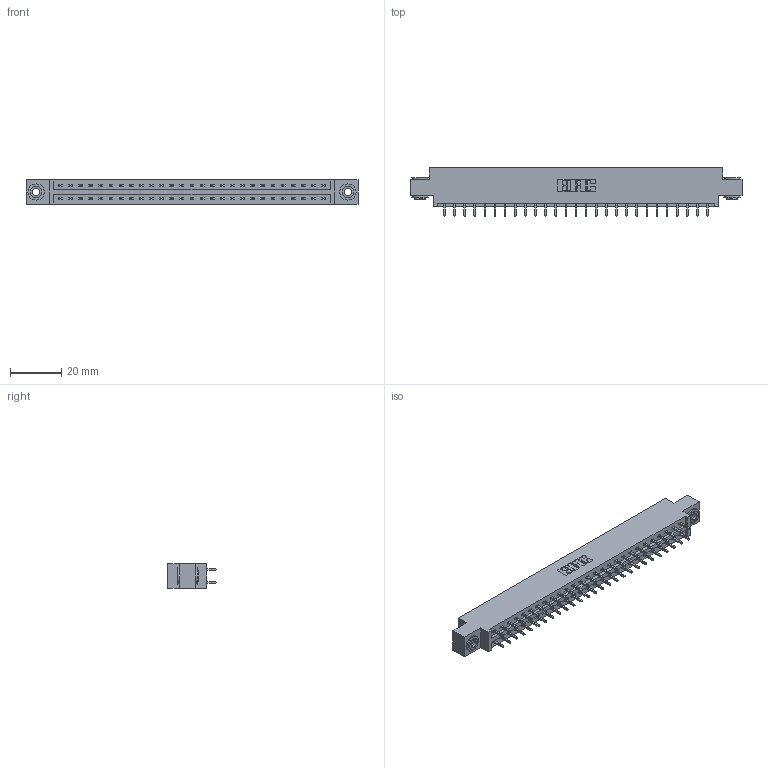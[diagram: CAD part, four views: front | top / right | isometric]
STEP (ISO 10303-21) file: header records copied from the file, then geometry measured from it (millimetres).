
FILE_DESCRIPTION (( 'STEP AP203' ), '1' );
FILE_NAME ('337-054-521-803.STEP', '2019-10-11T18:48:25', ( '' ), ( '' ), 'SwSTEP 2.0', 'SolidWorks 2016', '' );
FILE_SCHEMA (( 'CONFIG_CONTROL_DESIGN' ));
Length unit declared in the file: inch
Products named in the file (4): 345-250-002_345-250-002-102; 337 Part_0.170 Offset - 0.156 Dia-TH; 345-292-001_345-293-121; 337-054-521-803
Assembly tree (57 placements, depth 2):
  337-054-521-803
    337 Part_0.170 Offset - 0.156 Dia-TH
    345-292-001_345-293-121  x54
    345-250-002_345-250-002-102  x2
Bounding box: 130 x 19.06 x 9.4 mm (x, y, z)
Volume: 13380.3 mm3; surface area: 15152.9 mm2
Topology: 57 solids, 57 shells, 3072 faces, 9093 edges, 5986 vertices
Faces by surface type: plane 2136, cylinder 928, cone 8
Entity records: 23674 total; most frequent: CARTESIAN_POINT 3977, ORIENTED_EDGE 3906, DIRECTION 3443, EDGE_CURVE 1953, VECTOR 1801, LINE 1801, VERTEX_POINT 1298, AXIS2_PLACEMENT_3D 821
